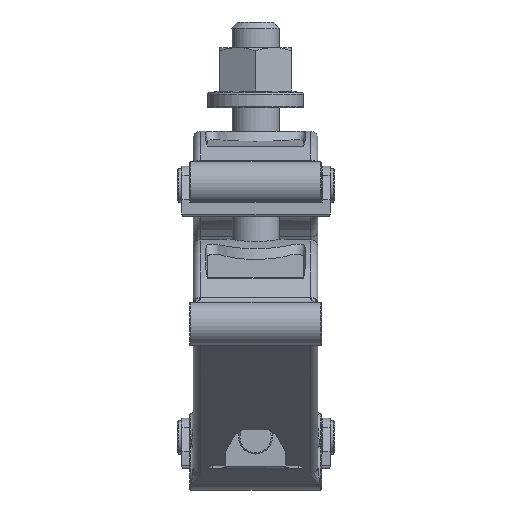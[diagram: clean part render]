
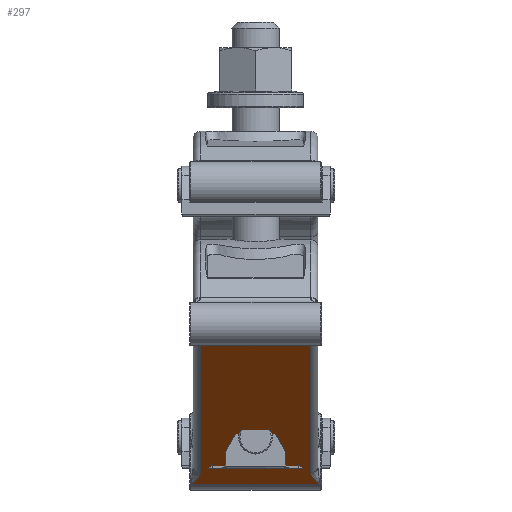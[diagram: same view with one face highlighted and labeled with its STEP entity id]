
A CAD part, left-side view. The second image highlights one B-rep face of the part: STEP entity #297.
In plain terms, the highlighted planar face has unit normal (-0.643, 0, -0.766).
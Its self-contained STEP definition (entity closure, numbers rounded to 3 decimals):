
#297 = ADVANCED_FACE( '', ( #485 ), #486, .T. );
#485 = FACE_OUTER_BOUND( '', #1447, .T. );
#486 = PLANE( '', #1448 );
#1447 = EDGE_LOOP( '', ( #4790, #4791, #4792, #4793, #4794, #4795 ) );
#1448 = AXIS2_PLACEMENT_3D( '', #4796, #4797, #4798 );
#4790 = ORIENTED_EDGE( '', *, *, #5884, .T. );
#4791 = ORIENTED_EDGE( '', *, *, #5885, .T. );
#4792 = ORIENTED_EDGE( '', *, *, #5886, .T. );
#4793 = ORIENTED_EDGE( '', *, *, #5877, .T. );
#4794 = ORIENTED_EDGE( '', *, *, #5880, .T. );
#4795 = ORIENTED_EDGE( '', *, *, #5887, .F. );
#4796 = CARTESIAN_POINT( '', ( -86.363, -26., 60.719 ) );
#4797 = DIRECTION( '', ( -0.643, 0., -0.766 ) );
#4798 = DIRECTION( '', ( -0.766, 0., 0.643 ) );
#5877 = EDGE_CURVE( '', #6284, #6289, #6291, .F. );
#5880 = EDGE_CURVE( '', #6289, #6293, #6295, .T. );
#5884 = EDGE_CURVE( '', #6302, #6303, #6304, .F. );
#5885 = EDGE_CURVE( '', #6303, #6305, #6306, .T. );
#5886 = EDGE_CURVE( '', #6305, #6284, #6307, .T. );
#5887 = EDGE_CURVE( '', #6302, #6293, #6308, .T. );
#6284 = VERTEX_POINT( '', #7708 );
#6289 = VERTEX_POINT( '', #7713 );
#6291 = LINE( '', #7715, #7716 );
#6293 = VERTEX_POINT( '', #7719 );
#6295 = B_SPLINE_CURVE_WITH_KNOTS( '', 3, ( #7763, #7764, #7765, #7766, #7767, #7768, #7769, #7770, #7771, #7772, #7773, #7774, #7775, #7776, #7777, #7778, #7779, #7780, #7781, #7782, #7783, #7784, #7785, #7786, #7787, #7788, #7789, #7790, #7791, #7792, #7793, #7794, #7795, #7796, #7797, #7798, #7799, #7800, #7801 ), .UNSPECIFIED., .F., .F., ( 4, 2, 2, 2, 2, 2, 1, 1, 2, 2, 2, 2, 1, 2, 2, 1, 2, 2, 1, 1, 1, 2, 4 ), ( 0., 0.001, 0.001, 0.002, 0.002, 0.002, 0.002, 0.002, 0.003, 0.003, 0.004, 0.005, 0.005, 0.005, 0.006, 0.006, 0.007, 0.008, 0.009, 0.009, 0.009, 0.009, 0.009 ), .UNSPECIFIED. );
#6302 = VERTEX_POINT( '', #7907 );
#6303 = VERTEX_POINT( '', #7908 );
#6304 = B_SPLINE_CURVE_WITH_KNOTS( '', 3, ( #7909, #7910, #7911, #7912, #7913, #7914, #7915, #7916, #7917, #7918, #7919, #7920, #7921, #7922, #7923, #7924, #7925, #7926, #7927, #7928, #7929, #7930, #7931, #7932, #7933, #7934, #7935, #7936, #7937, #7938, #7939, #7940, #7941, #7942, #7943, #7944, #7945, #7946, #7947 ), .UNSPECIFIED., .F., .F., ( 4, 2, 2, 2, 2, 2, 1, 1, 2, 2, 2, 2, 1, 2, 2, 1, 2, 2, 1, 1, 1, 2, 4 ), ( 0., 0.001, 0.001, 0.002, 0.002, 0.002, 0.002, 0.002, 0.003, 0.003, 0.004, 0.005, 0.005, 0.005, 0.006, 0.006, 0.007, 0.008, 0.009, 0.009, 0.009, 0.009, 0.009 ), .UNSPECIFIED. );
#6305 = VERTEX_POINT( '', #7948 );
#6306 = LINE( '', #7949, #7950 );
#6307 = LINE( '', #7951, #7952 );
#6308 = LINE( '', #7953, #7954 );
#7708 = CARTESIAN_POINT( '', ( -86.363, 23., 60.719 ) );
#7713 = CARTESIAN_POINT( '', ( -11.913, 23., -1.752 ) );
#7715 = CARTESIAN_POINT( '', ( -9.124, 23., -4.093 ) );
#7716 = VECTOR( '', #10131, 1000. );
#7719 = CARTESIAN_POINT( '', ( -5.785, 27., -6.894 ) );
#7763 = CARTESIAN_POINT( '', ( -11.913, 23., -1.752 ) );
#7764 = CARTESIAN_POINT( '', ( -11.766, 23., -1.876 ) );
#7765 = CARTESIAN_POINT( '', ( -11.62, 23.009, -1.998 ) );
#7766 = CARTESIAN_POINT( '', ( -11.329, 23.042, -2.242 ) );
#7767 = CARTESIAN_POINT( '', ( -11.185, 23.067, -2.363 ) );
#7768 = CARTESIAN_POINT( '', ( -10.898, 23.131, -2.604 ) );
#7769 = CARTESIAN_POINT( '', ( -10.755, 23.17, -2.724 ) );
#7770 = CARTESIAN_POINT( '', ( -10.542, 23.239, -2.903 ) );
#7771 = CARTESIAN_POINT( '', ( -10.472, 23.264, -2.962 ) );
#7772 = CARTESIAN_POINT( '', ( -10.383, 23.297, -3.036 ) );
#7773 = CARTESIAN_POINT( '', ( -10.366, 23.304, -3.051 ) );
#7774 = CARTESIAN_POINT( '', ( -10.331, 23.317, -3.08 ) );
#7775 = CARTESIAN_POINT( '', ( -10.278, 23.338, -3.124 ) );
#7776 = CARTESIAN_POINT( '', ( -10.086, 23.417, -3.286 ) );
#7777 = CARTESIAN_POINT( '', ( -9.914, 23.497, -3.429 ) );
#7778 = CARTESIAN_POINT( '', ( -9.644, 23.635, -3.656 ) );
#7779 = CARTESIAN_POINT( '', ( -9.511, 23.709, -3.768 ) );
#7780 = CARTESIAN_POINT( '', ( -9.247, 23.866, -3.989 ) );
#7781 = CARTESIAN_POINT( '', ( -9.117, 23.949, -4.098 ) );
#7782 = CARTESIAN_POINT( '', ( -8.86, 24.123, -4.314 ) );
#7783 = CARTESIAN_POINT( '', ( -8.733, 24.214, -4.421 ) );
#7784 = CARTESIAN_POINT( '', ( -8.481, 24.403, -4.632 ) );
#7785 = CARTESIAN_POINT( '', ( -8.294, 24.55, -4.789 ) );
#7786 = CARTESIAN_POINT( '', ( -8.11, 24.704, -4.943 ) );
#7787 = CARTESIAN_POINT( '', ( -8.019, 24.783, -5.02 ) );
#7788 = CARTESIAN_POINT( '', ( -7.988, 24.809, -5.046 ) );
#7789 = CARTESIAN_POINT( '', ( -7.927, 24.862, -5.097 ) );
#7790 = CARTESIAN_POINT( '', ( -7.654, 25.1, -5.326 ) );
#7791 = CARTESIAN_POINT( '', ( -7.388, 25.351, -5.549 ) );
#7792 = CARTESIAN_POINT( '', ( -6.922, 25.808, -5.941 ) );
#7793 = CARTESIAN_POINT( '', ( -6.692, 26.043, -6.133 ) );
#7794 = CARTESIAN_POINT( '', ( -6.351, 26.399, -6.42 ) );
#7795 = CARTESIAN_POINT( '', ( -6.181, 26.579, -6.562 ) );
#7796 = CARTESIAN_POINT( '', ( -5.983, 26.789, -6.728 ) );
#7797 = CARTESIAN_POINT( '', ( -5.884, 26.895, -6.811 ) );
#7798 = CARTESIAN_POINT( '', ( -5.842, 26.94, -6.847 ) );
#7799 = CARTESIAN_POINT( '', ( -5.813, 26.97, -6.871 ) );
#7800 = CARTESIAN_POINT( '', ( -5.799, 26.985, -6.883 ) );
#7801 = CARTESIAN_POINT( '', ( -5.785, 27., -6.894 ) );
#7907 = CARTESIAN_POINT( '', ( -5.785, -27., -6.894 ) );
#7908 = CARTESIAN_POINT( '', ( -11.913, -23., -1.752 ) );
#7909 = CARTESIAN_POINT( '', ( -11.913, -23., -1.752 ) );
#7910 = CARTESIAN_POINT( '', ( -11.766, -23., -1.876 ) );
#7911 = CARTESIAN_POINT( '', ( -11.62, -23.009, -1.998 ) );
#7912 = CARTESIAN_POINT( '', ( -11.329, -23.042, -2.242 ) );
#7913 = CARTESIAN_POINT( '', ( -11.185, -23.067, -2.363 ) );
#7914 = CARTESIAN_POINT( '', ( -10.898, -23.131, -2.604 ) );
#7915 = CARTESIAN_POINT( '', ( -10.755, -23.17, -2.724 ) );
#7916 = CARTESIAN_POINT( '', ( -10.542, -23.239, -2.903 ) );
#7917 = CARTESIAN_POINT( '', ( -10.472, -23.264, -2.962 ) );
#7918 = CARTESIAN_POINT( '', ( -10.383, -23.297, -3.036 ) );
#7919 = CARTESIAN_POINT( '', ( -10.366, -23.304, -3.051 ) );
#7920 = CARTESIAN_POINT( '', ( -10.331, -23.317, -3.08 ) );
#7921 = CARTESIAN_POINT( '', ( -10.278, -23.338, -3.124 ) );
#7922 = CARTESIAN_POINT( '', ( -10.086, -23.417, -3.286 ) );
#7923 = CARTESIAN_POINT( '', ( -9.914, -23.497, -3.429 ) );
#7924 = CARTESIAN_POINT( '', ( -9.644, -23.635, -3.656 ) );
#7925 = CARTESIAN_POINT( '', ( -9.511, -23.709, -3.768 ) );
#7926 = CARTESIAN_POINT( '', ( -9.247, -23.866, -3.989 ) );
#7927 = CARTESIAN_POINT( '', ( -9.117, -23.949, -4.098 ) );
#7928 = CARTESIAN_POINT( '', ( -8.86, -24.123, -4.314 ) );
#7929 = CARTESIAN_POINT( '', ( -8.733, -24.214, -4.421 ) );
#7930 = CARTESIAN_POINT( '', ( -8.481, -24.403, -4.632 ) );
#7931 = CARTESIAN_POINT( '', ( -8.294, -24.55, -4.789 ) );
#7932 = CARTESIAN_POINT( '', ( -8.11, -24.704, -4.943 ) );
#7933 = CARTESIAN_POINT( '', ( -8.019, -24.783, -5.02 ) );
#7934 = CARTESIAN_POINT( '', ( -7.988, -24.809, -5.046 ) );
#7935 = CARTESIAN_POINT( '', ( -7.927, -24.862, -5.097 ) );
#7936 = CARTESIAN_POINT( '', ( -7.654, -25.1, -5.326 ) );
#7937 = CARTESIAN_POINT( '', ( -7.388, -25.351, -5.549 ) );
#7938 = CARTESIAN_POINT( '', ( -6.922, -25.808, -5.941 ) );
#7939 = CARTESIAN_POINT( '', ( -6.692, -26.043, -6.133 ) );
#7940 = CARTESIAN_POINT( '', ( -6.351, -26.399, -6.42 ) );
#7941 = CARTESIAN_POINT( '', ( -6.181, -26.579, -6.562 ) );
#7942 = CARTESIAN_POINT( '', ( -5.983, -26.789, -6.728 ) );
#7943 = CARTESIAN_POINT( '', ( -5.884, -26.895, -6.811 ) );
#7944 = CARTESIAN_POINT( '', ( -5.842, -26.94, -6.847 ) );
#7945 = CARTESIAN_POINT( '', ( -5.813, -26.97, -6.871 ) );
#7946 = CARTESIAN_POINT( '', ( -5.799, -26.985, -6.883 ) );
#7947 = CARTESIAN_POINT( '', ( -5.785, -27., -6.894 ) );
#7948 = CARTESIAN_POINT( '', ( -86.363, -23., 60.719 ) );
#7949 = CARTESIAN_POINT( '', ( -86.363, -23., 60.719 ) );
#7950 = VECTOR( '', #10136, 1000. );
#7951 = CARTESIAN_POINT( '', ( -86.363, -26., 60.719 ) );
#7952 = VECTOR( '', #10137, 1000. );
#7953 = CARTESIAN_POINT( '', ( -5.785, -26., -6.894 ) );
#7954 = VECTOR( '', #10138, 1000. );
#10131 = DIRECTION( '', ( -0.766, 0., 0.643 ) );
#10136 = DIRECTION( '', ( -0.766, 0., 0.643 ) );
#10137 = DIRECTION( '', ( 0., 1., 0. ) );
#10138 = DIRECTION( '', ( 0., 1., 0. ) );
